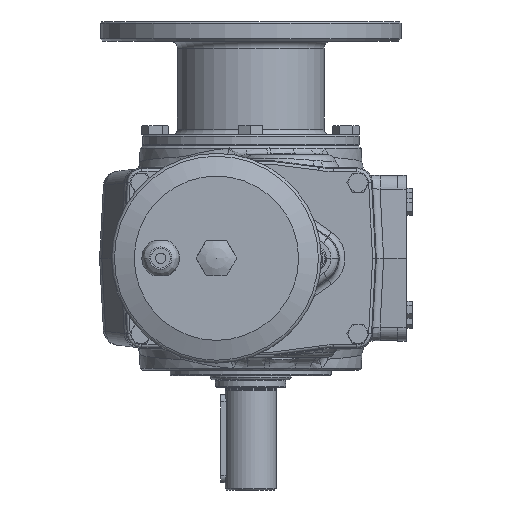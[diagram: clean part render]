
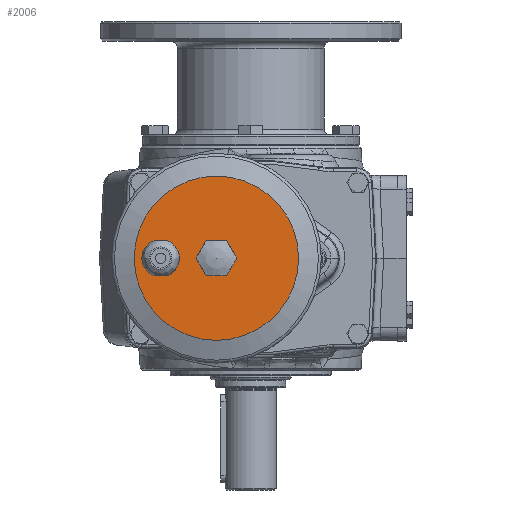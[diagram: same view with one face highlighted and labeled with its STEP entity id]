
A CAD part, left-side view. The second image highlights one B-rep face of the part: STEP entity #2006.
In plain terms, the highlighted planar face has unit normal (-1, 0, 0).
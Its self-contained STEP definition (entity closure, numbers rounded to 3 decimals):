
#2006 = ADVANCED_FACE( '', ( #4804, #4805, #4806 ), #4807, .T. );
#4804 = FACE_BOUND( '', #13137, .T. );
#4805 = FACE_OUTER_BOUND( '', #13138, .T. );
#4806 = FACE_BOUND( '', #13139, .T. );
#4807 = PLANE( '', #13140 );
#13137 = EDGE_LOOP( '', ( #24869, #24870, #24871, #24872 ) );
#13138 = EDGE_LOOP( '', ( #24873 ) );
#13139 = EDGE_LOOP( '', ( #24874, #24875, #24876, #24877, #24878, #24879 ) );
#13140 = AXIS2_PLACEMENT_3D( '', #24880, #24881, #24882 );
#24869 = ORIENTED_EDGE( '', *, *, #31349, .F. );
#24870 = ORIENTED_EDGE( '', *, *, #31350, .F. );
#24871 = ORIENTED_EDGE( '', *, *, #30499, .F. );
#24872 = ORIENTED_EDGE( '', *, *, #31207, .T. );
#24873 = ORIENTED_EDGE( '', *, *, #30451, .T. );
#24874 = ORIENTED_EDGE( '', *, *, #31351, .T. );
#24875 = ORIENTED_EDGE( '', *, *, #31352, .T. );
#24876 = ORIENTED_EDGE( '', *, *, #31353, .T. );
#24877 = ORIENTED_EDGE( '', *, *, #31159, .T. );
#24878 = ORIENTED_EDGE( '', *, *, #31354, .T. );
#24879 = ORIENTED_EDGE( '', *, *, #31355, .T. );
#24880 = CARTESIAN_POINT( '', ( -601.9, 79.4, 0. ) );
#24881 = DIRECTION( '', ( -1., 0., 0. ) );
#24882 = DIRECTION( '', ( 0., 1., 0. ) );
#30451 = EDGE_CURVE( '', #34247, #34247, #34248, .T. );
#30499 = EDGE_CURVE( '', #34325, #34328, #34329, .T. );
#31159 = EDGE_CURVE( '', #35303, #35305, #35307, .T. );
#31207 = EDGE_CURVE( '', #34325, #35375, #35377, .T. );
#31349 = EDGE_CURVE( '', #35574, #35375, #35575, .T. );
#31350 = EDGE_CURVE( '', #34328, #35574, #35576, .T. );
#31351 = EDGE_CURVE( '', #35577, #35578, #35579, .T. );
#31352 = EDGE_CURVE( '', #35578, #35580, #35581, .T. );
#31353 = EDGE_CURVE( '', #35580, #35303, #35582, .T. );
#31354 = EDGE_CURVE( '', #35305, #35583, #35584, .T. );
#31355 = EDGE_CURVE( '', #35583, #35577, #35585, .T. );
#34247 = VERTEX_POINT( '', #41001 );
#34248 = CIRCLE( '', #41002, 56. );
#34325 = VERTEX_POINT( '', #41222 );
#34328 = VERTEX_POINT( '', #41226 );
#34329 = CIRCLE( '', #41227, 12.8 );
#35303 = VERTEX_POINT( '', #43166 );
#35305 = VERTEX_POINT( '', #43169 );
#35307 = LINE( '', #43172, #43173 );
#35375 = VERTEX_POINT( '', #43314 );
#35377 = LINE( '', #43317, #43318 );
#35574 = VERTEX_POINT( '', #43640 );
#35575 = CIRCLE( '', #43641, 12.8 );
#35576 = LINE( '', #43642, #43643 );
#35577 = VERTEX_POINT( '', #43644 );
#35578 = VERTEX_POINT( '', #43645 );
#35579 = LINE( '', #43646, #43647 );
#35580 = VERTEX_POINT( '', #43648 );
#35581 = LINE( '', #43649, #43650 );
#35582 = LINE( '', #43651, #43652 );
#35583 = VERTEX_POINT( '', #43653 );
#35584 = LINE( '', #43654, #43655 );
#35585 = LINE( '', #43656, #43657 );
#41001 = CARTESIAN_POINT( '', ( -601.9, 79.4, 0. ) );
#41002 = AXIS2_PLACEMENT_3D( '', #47732, #47733, #47734 );
#41222 = CARTESIAN_POINT( '', ( -601.9, 65.854, 12. ) );
#41226 = CARTESIAN_POINT( '', ( -601.9, 65.854, -12. ) );
#41227 = AXIS2_PLACEMENT_3D( '', #47799, #47800, #47801 );
#43166 = CARTESIAN_POINT( '', ( -601.9, 30.328, -12. ) );
#43169 = CARTESIAN_POINT( '', ( -601.9, 37.256, 0. ) );
#43172 = CARTESIAN_POINT( '', ( -601.9, 30.328, -12. ) );
#43173 = VECTOR( '', #48582, 1000. );
#43314 = CARTESIAN_POINT( '', ( -601.9, 56.946, 12. ) );
#43317 = CARTESIAN_POINT( '', ( -601.9, 65.854, 12. ) );
#43318 = VECTOR( '', #48646, 1000. );
#43640 = CARTESIAN_POINT( '', ( -601.9, 56.946, -12. ) );
#43641 = AXIS2_PLACEMENT_3D( '', #48815, #48816, #48817 );
#43642 = CARTESIAN_POINT( '', ( -601.9, 65.854, -12. ) );
#43643 = VECTOR( '', #48818, 1000. );
#43644 = CARTESIAN_POINT( '', ( -601.9, 16.472, 12. ) );
#43645 = CARTESIAN_POINT( '', ( -601.9, 9.544, 0. ) );
#43646 = CARTESIAN_POINT( '', ( -601.9, 16.472, 12. ) );
#43647 = VECTOR( '', #48819, 1000. );
#43648 = CARTESIAN_POINT( '', ( -601.9, 16.472, -12. ) );
#43649 = CARTESIAN_POINT( '', ( -601.9, 9.544, 0. ) );
#43650 = VECTOR( '', #48820, 1000. );
#43651 = CARTESIAN_POINT( '', ( -601.9, 16.472, -12. ) );
#43652 = VECTOR( '', #48821, 1000. );
#43653 = CARTESIAN_POINT( '', ( -601.9, 30.328, 12. ) );
#43654 = CARTESIAN_POINT( '', ( -601.9, 37.256, 0. ) );
#43655 = VECTOR( '', #48822, 1000. );
#43656 = CARTESIAN_POINT( '', ( -601.9, 30.328, 12. ) );
#43657 = VECTOR( '', #48823, 1000. );
#47732 = CARTESIAN_POINT( '', ( -601.9, 23.4, 0. ) );
#47733 = DIRECTION( '', ( -1., 0., 0. ) );
#47734 = DIRECTION( '', ( 0., 1., 0. ) );
#47799 = CARTESIAN_POINT( '', ( -601.9, 61.4, 0. ) );
#47800 = DIRECTION( '', ( -1., 0., 0. ) );
#47801 = DIRECTION( '', ( 0., 1., 0. ) );
#48582 = DIRECTION( '', ( 0., 0.5, 0.866 ) );
#48646 = DIRECTION( '', ( 0., -1., 0. ) );
#48815 = CARTESIAN_POINT( '', ( -601.9, 61.4, 0. ) );
#48816 = DIRECTION( '', ( -1., 0., 0. ) );
#48817 = DIRECTION( '', ( 0., 1., 0. ) );
#48818 = DIRECTION( '', ( 0., -1., 0. ) );
#48819 = DIRECTION( '', ( 0., -0.5, -0.866 ) );
#48820 = DIRECTION( '', ( 0., 0.5, -0.866 ) );
#48821 = DIRECTION( '', ( 0., 1., 0. ) );
#48822 = DIRECTION( '', ( 0., -0.5, 0.866 ) );
#48823 = DIRECTION( '', ( 0., -1., 0. ) );
